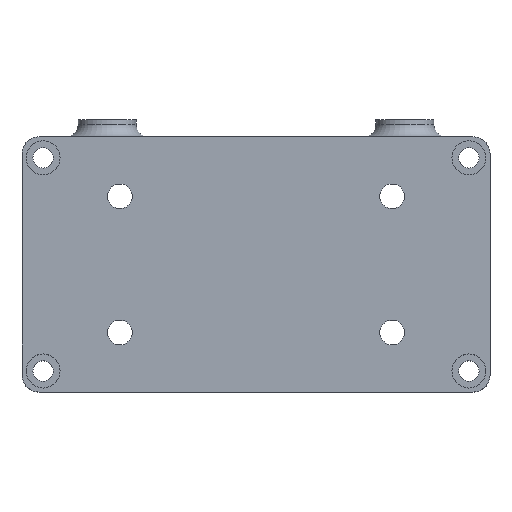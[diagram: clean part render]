
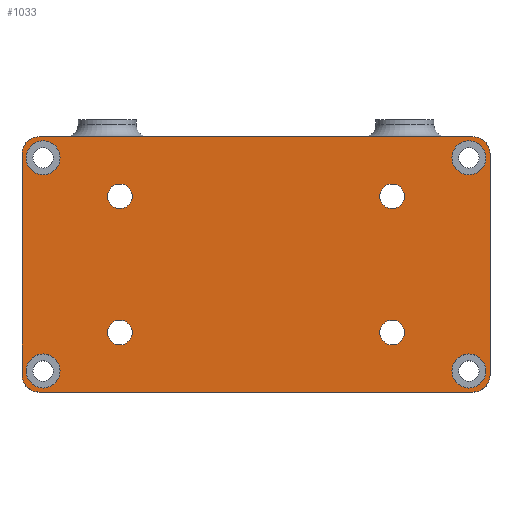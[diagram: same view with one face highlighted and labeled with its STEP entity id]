
A CAD part, top view. The second image highlights one B-rep face of the part: STEP entity #1033.
In plain terms, the highlighted planar face has unit normal (0, 0, 1).
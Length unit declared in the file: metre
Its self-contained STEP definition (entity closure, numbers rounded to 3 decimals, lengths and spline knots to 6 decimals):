
#29=PLANE('',#1165);
#81=LINE('',#1683,#141);
#86=LINE('',#1697,#146);
#90=LINE('',#1709,#150);
#94=LINE('',#1725,#154);
#141=VECTOR('',#1321,1.);
#146=VECTOR('',#1334,1.);
#150=VECTOR('',#1346,1.);
#154=VECTOR('',#1362,1.);
#372=ORIENTED_EDGE('',*,*,#546,.F.);
#373=ORIENTED_EDGE('',*,*,#547,.F.);
#374=ORIENTED_EDGE('',*,*,#548,.F.);
#375=ORIENTED_EDGE('',*,*,#549,.F.);
#376=ORIENTED_EDGE('',*,*,#550,.F.);
#377=ORIENTED_EDGE('',*,*,#551,.F.);
#378=ORIENTED_EDGE('',*,*,#552,.F.);
#379=ORIENTED_EDGE('',*,*,#553,.F.);
#380=ORIENTED_EDGE('',*,*,#489,.F.);
#381=ORIENTED_EDGE('',*,*,#493,.T.);
#382=ORIENTED_EDGE('',*,*,#496,.T.);
#383=ORIENTED_EDGE('',*,*,#499,.T.);
#384=ORIENTED_EDGE('',*,*,#502,.T.);
#385=ORIENTED_EDGE('',*,*,#505,.T.);
#386=ORIENTED_EDGE('',*,*,#510,.F.);
#387=ORIENTED_EDGE('',*,*,#512,.T.);
#489=EDGE_CURVE('',#622,#623,#81,.T.);
#493=EDGE_CURVE('',#622,#625,#685,.T.);
#496=EDGE_CURVE('',#625,#627,#86,.T.);
#499=EDGE_CURVE('',#627,#629,#687,.T.);
#502=EDGE_CURVE('',#629,#631,#90,.T.);
#505=EDGE_CURVE('',#631,#633,#689,.T.);
#510=EDGE_CURVE('',#637,#633,#94,.T.);
#512=EDGE_CURVE('',#637,#623,#693,.T.);
#546=EDGE_CURVE('',#648,#648,#724,.T.);
#547=EDGE_CURVE('',#649,#649,#725,.T.);
#548=EDGE_CURVE('',#650,#650,#726,.T.);
#549=EDGE_CURVE('',#651,#651,#727,.T.);
#550=EDGE_CURVE('',#652,#652,#728,.T.);
#551=EDGE_CURVE('',#653,#653,#729,.T.);
#552=EDGE_CURVE('',#654,#654,#730,.T.);
#553=EDGE_CURVE('',#655,#655,#731,.T.);
#622=VERTEX_POINT('',#1682);
#623=VERTEX_POINT('',#1684);
#625=VERTEX_POINT('',#1690);
#627=VERTEX_POINT('',#1696);
#629=VERTEX_POINT('',#1702);
#631=VERTEX_POINT('',#1708);
#633=VERTEX_POINT('',#1714);
#637=VERTEX_POINT('',#1724);
#648=VERTEX_POINT('',#1789);
#649=VERTEX_POINT('',#1791);
#650=VERTEX_POINT('',#1793);
#651=VERTEX_POINT('',#1795);
#652=VERTEX_POINT('',#1797);
#653=VERTEX_POINT('',#1799);
#654=VERTEX_POINT('',#1801);
#655=VERTEX_POINT('',#1803);
#685=CIRCLE('',#1105,0.002);
#687=CIRCLE('',#1109,0.002);
#689=CIRCLE('',#1113,0.002);
#693=CIRCLE('',#1119,0.002);
#724=CIRCLE('',#1166,0.00145);
#725=CIRCLE('',#1167,0.00145);
#726=CIRCLE('',#1168,0.00145);
#727=CIRCLE('',#1169,0.00145);
#728=CIRCLE('',#1170,0.002);
#729=CIRCLE('',#1171,0.002);
#730=CIRCLE('',#1172,0.002);
#731=CIRCLE('',#1173,0.002);
#799=EDGE_LOOP('',(#372));
#800=EDGE_LOOP('',(#373));
#801=EDGE_LOOP('',(#374));
#802=EDGE_LOOP('',(#375));
#803=EDGE_LOOP('',(#376));
#804=EDGE_LOOP('',(#377));
#805=EDGE_LOOP('',(#378));
#806=EDGE_LOOP('',(#379));
#807=EDGE_LOOP('',(#380,#381,#382,#383,#384,#385,#386,#387));
#905=FACE_BOUND('',#799,.T.);
#906=FACE_BOUND('',#800,.T.);
#907=FACE_BOUND('',#801,.T.);
#908=FACE_BOUND('',#802,.T.);
#909=FACE_BOUND('',#803,.T.);
#910=FACE_BOUND('',#804,.T.);
#911=FACE_BOUND('',#805,.T.);
#912=FACE_BOUND('',#806,.T.);
#913=FACE_BOUND('',#807,.T.);
#1033=ADVANCED_FACE('',(#905,#906,#907,#908,#909,#910,#911,#912,#913),#29,
 .T.);
#1105=AXIS2_PLACEMENT_3D('',#1691,#1328,#1329);
#1109=AXIS2_PLACEMENT_3D('',#1703,#1340,#1341);
#1113=AXIS2_PLACEMENT_3D('',#1715,#1352,#1353);
#1119=AXIS2_PLACEMENT_3D('',#1728,#1367,#1368);
#1165=AXIS2_PLACEMENT_3D('',#1787,#1462,#1463);
#1166=AXIS2_PLACEMENT_3D('',#1788,#1464,#1465);
#1167=AXIS2_PLACEMENT_3D('',#1790,#1466,#1467);
#1168=AXIS2_PLACEMENT_3D('',#1792,#1468,#1469);
#1169=AXIS2_PLACEMENT_3D('',#1794,#1470,#1471);
#1170=AXIS2_PLACEMENT_3D('',#1796,#1472,#1473);
#1171=AXIS2_PLACEMENT_3D('',#1798,#1474,#1475);
#1172=AXIS2_PLACEMENT_3D('',#1800,#1476,#1477);
#1173=AXIS2_PLACEMENT_3D('',#1802,#1478,#1479);
#1321=DIRECTION('',(0.,1.,0.));
#1328=DIRECTION('',(0.,0.,1.));
#1329=DIRECTION('',(1.,0.,0.));
#1334=DIRECTION('',(1.,0.,0.));
#1340=DIRECTION('',(0.,0.,1.));
#1341=DIRECTION('',(1.,0.,0.));
#1346=DIRECTION('',(0.,1.,0.));
#1352=DIRECTION('',(0.,0.,1.));
#1353=DIRECTION('',(1.,0.,0.));
#1362=DIRECTION('',(1.,0.,0.));
#1367=DIRECTION('',(0.,0.,1.));
#1368=DIRECTION('',(1.,0.,0.));
#1462=DIRECTION('',(0.,0.,1.));
#1463=DIRECTION('',(1.,0.,0.));
#1464=DIRECTION('',(0.,0.,1.));
#1465=DIRECTION('',(1.,0.,0.));
#1466=DIRECTION('',(0.,0.,1.));
#1467=DIRECTION('',(1.,0.,0.));
#1468=DIRECTION('',(0.,0.,1.));
#1469=DIRECTION('',(1.,0.,0.));
#1470=DIRECTION('',(0.,0.,1.));
#1471=DIRECTION('',(1.,0.,0.));
#1472=DIRECTION('',(0.,0.,1.));
#1473=DIRECTION('',(1.,0.,0.));
#1474=DIRECTION('',(0.,0.,1.));
#1475=DIRECTION('',(1.,0.,0.));
#1476=DIRECTION('',(0.,0.,1.));
#1477=DIRECTION('',(1.,0.,0.));
#1478=DIRECTION('',(0.,0.,1.));
#1479=DIRECTION('',(1.,0.,0.));
#1682=CARTESIAN_POINT('',(-0.0275,-0.013,0.0239));
#1683=CARTESIAN_POINT('',(-0.0275,0.,0.0239));
#1684=CARTESIAN_POINT('',(-0.0275,0.013,0.0239));
#1690=CARTESIAN_POINT('',(-0.0255,-0.015,0.0239));
#1691=CARTESIAN_POINT('',(-0.0255,-0.013,0.0239));
#1696=CARTESIAN_POINT('',(0.0255,-0.015,0.0239));
#1697=CARTESIAN_POINT('',(0.,-0.015,0.0239));
#1702=CARTESIAN_POINT('',(0.0275,-0.013,0.0239));
#1703=CARTESIAN_POINT('',(0.0255,-0.013,0.0239));
#1708=CARTESIAN_POINT('',(0.0275,0.013,0.0239));
#1709=CARTESIAN_POINT('',(0.0275,0.,0.0239));
#1714=CARTESIAN_POINT('',(0.0255,0.015,0.0239));
#1715=CARTESIAN_POINT('',(0.0255,0.013,0.0239));
#1724=CARTESIAN_POINT('',(-0.0255,0.015,0.0239));
#1725=CARTESIAN_POINT('',(0.,0.015,0.0239));
#1728=CARTESIAN_POINT('',(-0.0255,0.013,0.0239));
#1787=CARTESIAN_POINT('',(0.,0.,0.0239));
#1788=CARTESIAN_POINT('',(-0.016,-0.008,0.0239));
#1789=CARTESIAN_POINT('',(-0.01455,-0.008,0.0239));
#1790=CARTESIAN_POINT('',(0.016,-0.008,0.0239));
#1791=CARTESIAN_POINT('',(0.01745,-0.008,0.0239));
#1792=CARTESIAN_POINT('',(0.016,0.008,0.0239));
#1793=CARTESIAN_POINT('',(0.01745,0.008,0.0239));
#1794=CARTESIAN_POINT('',(-0.016,0.008,0.0239));
#1795=CARTESIAN_POINT('',(-0.01455,0.008,0.0239));
#1796=CARTESIAN_POINT('',(0.025025,0.012525,0.0239));
#1797=CARTESIAN_POINT('',(0.027025,0.012525,0.0239));
#1798=CARTESIAN_POINT('',(0.025025,-0.012525,0.0239));
#1799=CARTESIAN_POINT('',(0.027025,-0.012525,0.0239));
#1800=CARTESIAN_POINT('',(-0.025025,-0.012525,0.0239));
#1801=CARTESIAN_POINT('',(-0.023025,-0.012525,0.0239));
#1802=CARTESIAN_POINT('',(-0.025025,0.012525,0.0239));
#1803=CARTESIAN_POINT('',(-0.023025,0.012525,0.0239));
